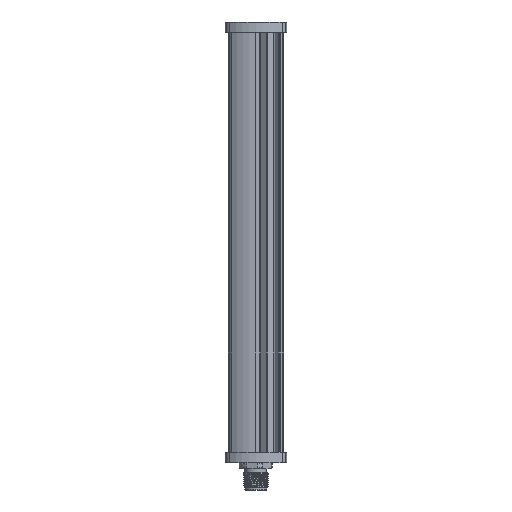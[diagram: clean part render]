
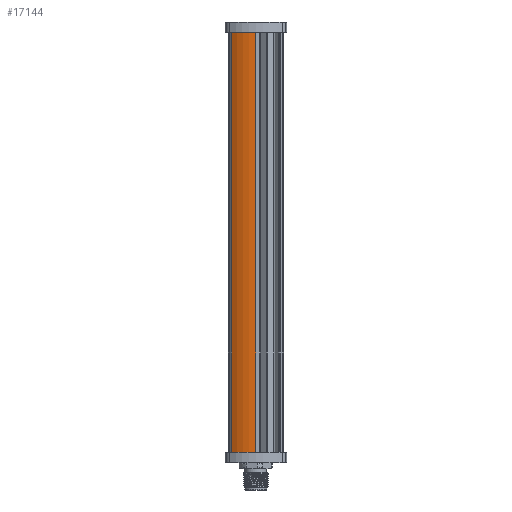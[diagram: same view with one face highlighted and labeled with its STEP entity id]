
A CAD part, left-side view. The second image highlights one B-rep face of the part: STEP entity #17144.
In plain terms, the highlighted cylindrical face has radius 20 mm (diameter 40 mm), a partial arc.
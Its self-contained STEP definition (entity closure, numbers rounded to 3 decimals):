
#80 = AXIS2_PLACEMENT_3D ( 'NONE', #14595, #22395, #6649 ) ;
#2030 = VECTOR ( 'NONE', #18983, 1000. ) ;
#2109 = EDGE_LOOP ( 'NONE', ( #15687, #14219, #6282, #20265 ) ) ;
#5009 = CARTESIAN_POINT ( 'NONE',  ( -0.491, 100.803, 0.165 ) ) ;
#5110 = CARTESIAN_POINT ( 'NONE',  ( 15.892, 88.803, 11.636 ) ) ;
#6282 = ORIENTED_EDGE ( 'NONE', *, *, #17717, .F. ) ;
#6649 = DIRECTION ( 'NONE',  ( 1., 0., 0. ) ) ;
#10266 = VERTEX_POINT ( 'NONE', #24573 ) ;
#10497 = CYLINDRICAL_SURFACE ( 'NONE', #80, 20. ) ;
#10681 = CARTESIAN_POINT ( 'NONE',  ( 15.892, 100.803, 11.636 ) ) ;
#12473 = EDGE_CURVE ( 'NONE', #15520, #15222, #23226, .T. ) ;
#13084 = DIRECTION ( 'NONE',  ( -1., 0., 0. ) ) ;
#13142 = CARTESIAN_POINT ( 'NONE',  ( 15.892, -103.197, 11.636 ) ) ;
#13361 = DIRECTION ( 'NONE',  ( -1., 0., 0. ) ) ;
#14219 = ORIENTED_EDGE ( 'NONE', *, *, #23640, .T. ) ;
#14595 = CARTESIAN_POINT ( 'NONE',  ( -0.491, 88.803, 0.165 ) ) ;
#15222 = VERTEX_POINT ( 'NONE', #10681 ) ;
#15520 = VERTEX_POINT ( 'NONE', #13142 ) ;
#15687 = ORIENTED_EDGE ( 'NONE', *, *, #24770, .T. ) ;
#17106 = CIRCLE ( 'NONE', #23013, 20. ) ;
#17144 = ADVANCED_FACE ( 'NONE', ( #20295 ), #10497, .T. ) ;
#17503 = VECTOR ( 'NONE', #20230, 1000. ) ;
#17600 = DIRECTION ( 'NONE',  ( 0., 1., 0. ) ) ;
#17717 = EDGE_CURVE ( 'NONE', #15222, #21155, #19515, .T. ) ;
#18124 = LINE ( 'NONE', #18390, #17503 ) ;
#18390 = CARTESIAN_POINT ( 'NONE',  ( 19.509, 88.803, 0.165 ) ) ;
#18983 = DIRECTION ( 'NONE',  ( 0., 1., 0. ) ) ;
#19326 = CARTESIAN_POINT ( 'NONE',  ( -0.491, -103.197, 0.165 ) ) ;
#19515 = CIRCLE ( 'NONE', #23282, 20. ) ;
#20230 = DIRECTION ( 'NONE',  ( 0., 1., 0. ) ) ;
#20265 = ORIENTED_EDGE ( 'NONE', *, *, #12473, .F. ) ;
#20295 = FACE_OUTER_BOUND ( 'NONE', #2109, .T. ) ;
#20777 = DIRECTION ( 'NONE',  ( 0., 1., 0. ) ) ;
#21155 = VERTEX_POINT ( 'NONE', #24725 ) ;
#22395 = DIRECTION ( 'NONE',  ( 0., 1., 0. ) ) ;
#23013 = AXIS2_PLACEMENT_3D ( 'NONE', #19326, #17600, #13361 ) ;
#23226 = LINE ( 'NONE', #5110, #2030 ) ;
#23282 = AXIS2_PLACEMENT_3D ( 'NONE', #5009, #20777, #13084 ) ;
#23640 = EDGE_CURVE ( 'NONE', #10266, #21155, #18124, .T. ) ;
#24573 = CARTESIAN_POINT ( 'NONE',  ( 19.509, -103.197, 0.165 ) ) ;
#24725 = CARTESIAN_POINT ( 'NONE',  ( 19.509, 100.803, 0.165 ) ) ;
#24770 = EDGE_CURVE ( 'NONE', #15520, #10266, #17106, .T. ) ;
